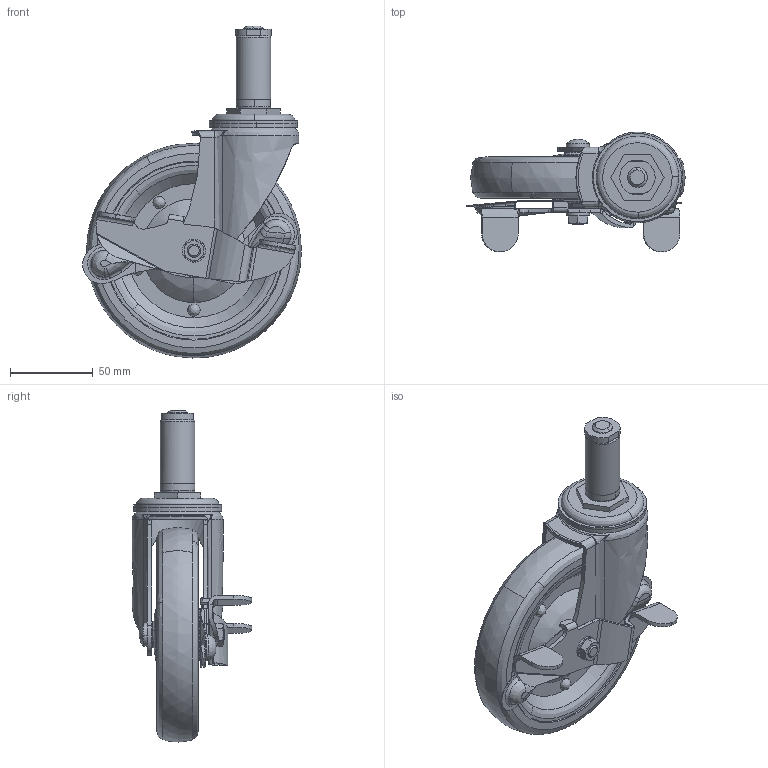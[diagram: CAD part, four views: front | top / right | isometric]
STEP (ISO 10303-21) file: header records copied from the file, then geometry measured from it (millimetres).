
FILE_DESCRIPTION((''),'2;1');
FILE_NAME('','2005-12-15T16:39:34',(''),(''),'','CADfix','');
FILE_SCHEMA(('AUTOMOTIVE_DESIGN'));
Length unit declared in the file: millimetre
Products named in the file (7): lever; wheel; plate; main shaft; body; axle; No_208S_d21_22996_36
Assembly tree (6 placements, depth 2):
  No_208S_d21_22996_36
    lever
    wheel
    plate
    main shaft
    body
    axle
Bounding box: 132.36 x 72.41 x 200.99 mm (x, y, z)
Volume: 322229.6 mm3; surface area: 88144.3 mm2
Topology: 6 solids, 6 shells, 395 faces, 1127 edges, 773 vertices
Faces by surface type: bspline 395
Entity records: 18673 total; most frequent: CARTESIAN_POINT 12465, ORIENTED_EDGE 2246, EDGE_CURVE 1123, VERTEX_POINT 773, EDGE_LOOP 440, FACE_OUTER_BOUND 395, ADVANCED_FACE 395, QUASI_UNIFORM_CURVE 310
